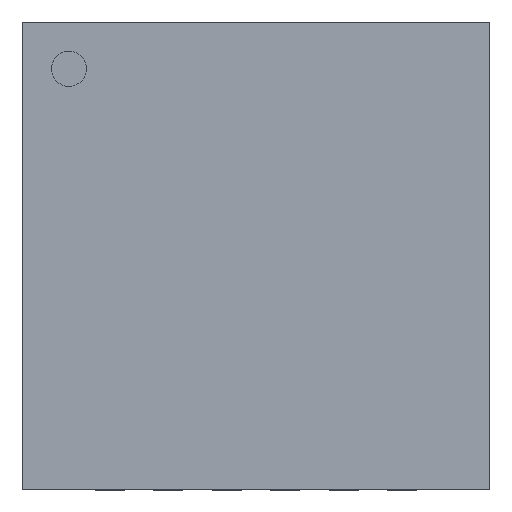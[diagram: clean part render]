
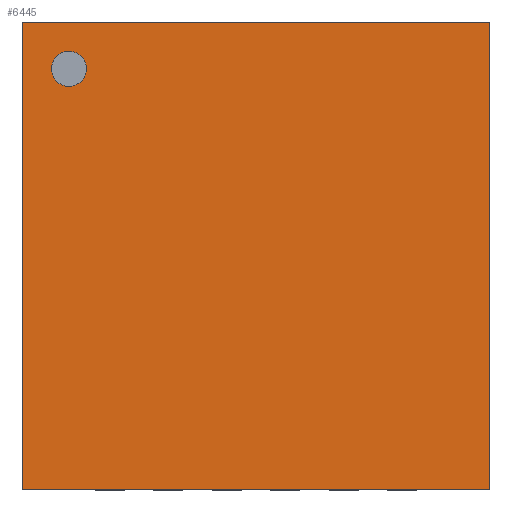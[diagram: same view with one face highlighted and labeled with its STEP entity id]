
A CAD part, top view. The second image highlights one B-rep face of the part: STEP entity #6445.
In plain terms, the highlighted planar face has unit normal (0, 0, 1).
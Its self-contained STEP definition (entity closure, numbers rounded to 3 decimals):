
#366 = CARTESIAN_POINT ( 'NONE',  ( -2., 2., 0.73 ) ) ;
#733 = VECTOR ( 'NONE', #9352, 1000. ) ;
#794 = VERTEX_POINT ( 'NONE', #366 ) ;
#1002 = LINE ( 'NONE', #2695, #733 ) ;
#1099 = EDGE_CURVE ( 'NONE', #2193, #8891, #9060, .T. ) ;
#1200 = VECTOR ( 'NONE', #3213, 1000. ) ;
#1479 = VERTEX_POINT ( 'NONE', #5557 ) ;
#1504 = AXIS2_PLACEMENT_3D ( 'NONE', #6140, #6180, #6187 ) ;
#1659 = FACE_BOUND ( 'NONE', #7559, .T. ) ;
#1736 = CARTESIAN_POINT ( 'NONE',  ( 0., 0., 0.73 ) ) ;
#1796 = EDGE_CURVE ( 'NONE', #8891, #2193, #5637, .T. ) ;
#2118 = CARTESIAN_POINT ( 'NONE',  ( 2., -2., 0.73 ) ) ;
#2193 = VERTEX_POINT ( 'NONE', #8417 ) ;
#2334 = LINE ( 'NONE', #6918, #6267 ) ;
#2351 = VERTEX_POINT ( 'NONE', #2118 ) ;
#2416 = CARTESIAN_POINT ( 'NONE',  ( -2., -2., 0.73 ) ) ;
#2485 = CARTESIAN_POINT ( 'NONE',  ( 2., 2., 0.73 ) ) ;
#2512 = DIRECTION ( 'NONE',  ( -1., 0., 0. ) ) ;
#2695 = CARTESIAN_POINT ( 'NONE',  ( -2., 2., 0.73 ) ) ;
#2897 = EDGE_CURVE ( 'NONE', #6856, #794, #1002, .T. ) ;
#3193 = CARTESIAN_POINT ( 'NONE',  ( -1.6, 1.6, 0.73 ) ) ;
#3213 = DIRECTION ( 'NONE',  ( 0., -1., 0. ) ) ;
#3240 = DIRECTION ( 'NONE',  ( 0., 0., 1. ) ) ;
#4168 = ORIENTED_EDGE ( 'NONE', *, *, #1796, .F. ) ;
#4272 = EDGE_CURVE ( 'NONE', #794, #1479, #7405, .T. ) ;
#4674 = DIRECTION ( 'NONE',  ( 1., 0., 0. ) ) ;
#4727 = DIRECTION ( 'NONE',  ( 1., 0., 0. ) ) ;
#4811 = ORIENTED_EDGE ( 'NONE', *, *, #1099, .F. ) ;
#5045 = EDGE_LOOP ( 'NONE', ( #9369, #7695, #6738, #6254 ) ) ;
#5116 = AXIS2_PLACEMENT_3D ( 'NONE', #3193, #3240, #4727 ) ;
#5557 = CARTESIAN_POINT ( 'NONE',  ( -2., -2., 0.73 ) ) ;
#5559 = FACE_OUTER_BOUND ( 'NONE', #5045, .T. ) ;
#5637 = CIRCLE ( 'NONE', #5116, 0.15 ) ;
#6140 = CARTESIAN_POINT ( 'NONE',  ( -1.6, 1.6, 0.73 ) ) ;
#6144 = DIRECTION ( 'NONE',  ( 0., 1., 0. ) ) ;
#6180 = DIRECTION ( 'NONE',  ( 0., 0., 1. ) ) ;
#6187 = DIRECTION ( 'NONE',  ( 1., 0., 0. ) ) ;
#6254 = ORIENTED_EDGE ( 'NONE', *, *, #8702, .T. ) ;
#6267 = VECTOR ( 'NONE', #6144, 1000. ) ;
#6268 = CARTESIAN_POINT ( 'NONE',  ( -2., -2., 0.73 ) ) ;
#6445 = ADVANCED_FACE ( 'NONE', ( #1659, #5559 ), #8773, .F. ) ;
#6520 = CARTESIAN_POINT ( 'NONE',  ( -1.75, 1.6, 0.73 ) ) ;
#6562 = AXIS2_PLACEMENT_3D ( 'NONE', #1736, #7206, #2512 ) ;
#6738 = ORIENTED_EDGE ( 'NONE', *, *, #4272, .T. ) ;
#6856 = VERTEX_POINT ( 'NONE', #2485 ) ;
#6918 = CARTESIAN_POINT ( 'NONE',  ( 2., -2., 0.73 ) ) ;
#7206 = DIRECTION ( 'NONE',  ( 0., 0., -1. ) ) ;
#7310 = EDGE_CURVE ( 'NONE', #2351, #6856, #2334, .T. ) ;
#7405 = LINE ( 'NONE', #2416, #1200 ) ;
#7433 = VECTOR ( 'NONE', #4674, 1000. ) ;
#7559 = EDGE_LOOP ( 'NONE', ( #4811, #4168 ) ) ;
#7682 = LINE ( 'NONE', #6268, #7433 ) ;
#7695 = ORIENTED_EDGE ( 'NONE', *, *, #2897, .T. ) ;
#8417 = CARTESIAN_POINT ( 'NONE',  ( -1.45, 1.6, 0.73 ) ) ;
#8702 = EDGE_CURVE ( 'NONE', #1479, #2351, #7682, .T. ) ;
#8773 = PLANE ( 'NONE',  #6562 ) ;
#8891 = VERTEX_POINT ( 'NONE', #6520 ) ;
#9060 = CIRCLE ( 'NONE', #1504, 0.15 ) ;
#9352 = DIRECTION ( 'NONE',  ( -1., 0., 0. ) ) ;
#9369 = ORIENTED_EDGE ( 'NONE', *, *, #7310, .T. ) ;
